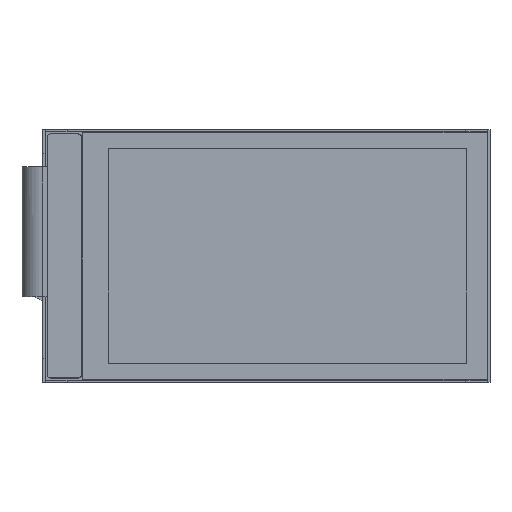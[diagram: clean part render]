
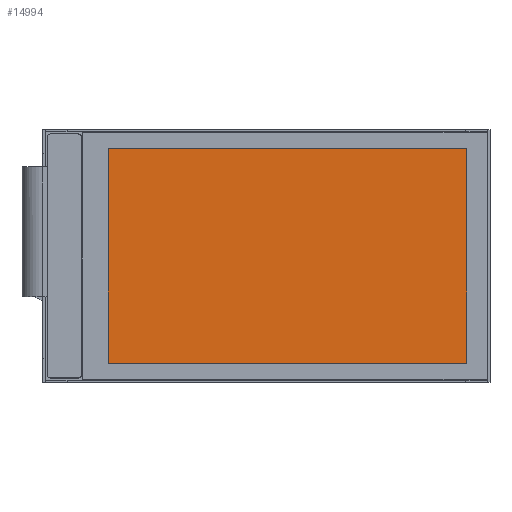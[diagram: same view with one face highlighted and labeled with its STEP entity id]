
A CAD part, top view. The second image highlights one B-rep face of the part: STEP entity #14994.
In plain terms, the highlighted planar face has unit normal (0, 0, 1).
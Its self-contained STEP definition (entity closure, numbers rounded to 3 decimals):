
#3139=ORIENTED_EDGE('',*,*,#5209,.F.);
#3140=ORIENTED_EDGE('',*,*,#5208,.F.);
#3141=ORIENTED_EDGE('',*,*,#5205,.F.);
#3142=ORIENTED_EDGE('',*,*,#5202,.F.);
#5202=EDGE_CURVE('',#6403,#6404,#7385,.T.);
#5205=EDGE_CURVE('',#6404,#6405,#7388,.T.);
#5208=EDGE_CURVE('',#6405,#6406,#7391,.T.);
#5209=EDGE_CURVE('',#6406,#6403,#7392,.T.);
#6403=VERTEX_POINT('',#22302);
#6404=VERTEX_POINT('',#22303);
#6405=VERTEX_POINT('',#22308);
#6406=VERTEX_POINT('',#22312);
#7385=LINE('',#22301,#8257);
#7388=LINE('',#22307,#8260);
#7391=LINE('',#22313,#8263);
#7392=LINE('',#22315,#8264);
#8257=VECTOR('',#17720,1000.);
#8260=VECTOR('',#17725,1000.);
#8263=VECTOR('',#17730,1000.);
#8264=VECTOR('',#17733,1000.);
#8880=EDGE_LOOP('',(#3139,#3140,#3141,#3142));
#9564=FACE_BOUND('',#8880,.T.);
#10098=PLANE('',#15766);
#14994=ADVANCED_FACE('',(#9564),#10098,.F.);
#15766=AXIS2_PLACEMENT_3D('',#22316,#17734,#17735);
#17720=DIRECTION('',(0.,1.,0.));
#17725=DIRECTION('',(1.,0.,0.));
#17730=DIRECTION('',(0.,-1.,0.));
#17733=DIRECTION('',(-1.,0.,0.));
#17734=DIRECTION('',(0.,0.,-1.));
#17735=DIRECTION('',(-1.,0.,0.));
#22301=CARTESIAN_POINT('',(-10.991,-7.43,1.092));
#22302=CARTESIAN_POINT('',(-10.991,-7.43,1.092));
#22303=CARTESIAN_POINT('',(-10.991,7.43,1.092));
#22307=CARTESIAN_POINT('',(-10.991,7.43,1.092));
#22308=CARTESIAN_POINT('',(13.919,7.43,1.092));
#22312=CARTESIAN_POINT('',(13.919,-7.43,1.092));
#22313=CARTESIAN_POINT('',(13.919,7.43,1.092));
#22315=CARTESIAN_POINT('',(13.919,-7.43,1.092));
#22316=CARTESIAN_POINT('',(0.,0.,1.092));
